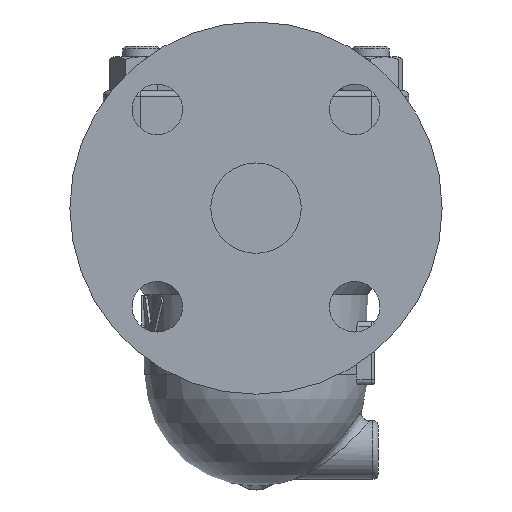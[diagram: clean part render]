
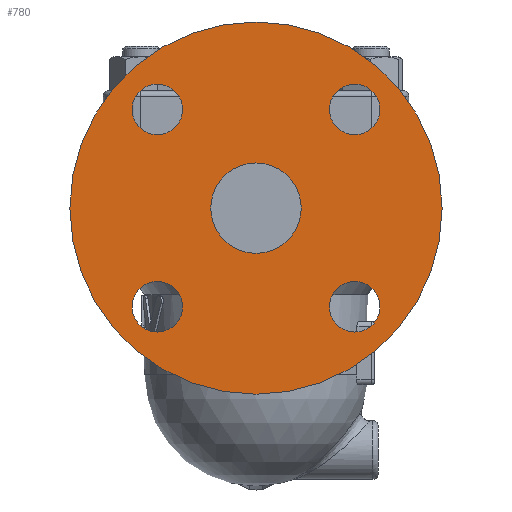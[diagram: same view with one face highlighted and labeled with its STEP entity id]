
A CAD part, left-side view. The second image highlights one B-rep face of the part: STEP entity #780.
In plain terms, the highlighted free-form (B-spline) face has degree [1, 1] with [2, 2] control points.
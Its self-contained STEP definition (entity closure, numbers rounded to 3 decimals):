
#442=CARTESIAN_POINT('',(-135.0,0.0,-24.));
#443=VERTEX_POINT('',#442);
#444=CARTESIAN_POINT('',(-135.0,0.0,-7.));
#445=DIRECTION('',(1.0,0.0,0.0));
#446=DIRECTION('',(0.0,0.0,-1.0));
#447=AXIS2_PLACEMENT_3D('',#444,#445,#446);
#448=CIRCLE('',#447,17.0);
#449=EDGE_CURVE('',#443,#443,#448,.T.);
#490=CARTESIAN_POINT('',(-135.,-27.623,30.123));
#491=VERTEX_POINT('',#490);
#492=CARTESIAN_POINT('',(-135.0,-37.123,30.123));
#493=DIRECTION('',(1.0,0.0,0.0));
#494=DIRECTION('',(0.0,1.0,0.0));
#495=AXIS2_PLACEMENT_3D('',#492,#493,#494);
#496=CIRCLE('',#495,9.5);
#497=EDGE_CURVE('',#491,#491,#496,.T.);
#518=CARTESIAN_POINT('',(-135.,-37.123,-34.623));
#519=VERTEX_POINT('',#518);
#520=CARTESIAN_POINT('',(-135.,-37.123,-44.123));
#521=DIRECTION('',(1.0,0.0,0.0));
#522=DIRECTION('',(0.0,0.0,1.0));
#523=AXIS2_PLACEMENT_3D('',#520,#521,#522);
#524=CIRCLE('',#523,9.5);
#525=EDGE_CURVE('',#519,#519,#524,.T.);
#546=CARTESIAN_POINT('',(-135.,27.623,-44.123));
#547=VERTEX_POINT('',#546);
#548=CARTESIAN_POINT('',(-135.,37.123,-44.123));
#549=DIRECTION('',(1.0,0.0,0.0));
#550=DIRECTION('',(0.0,-1.0,0.0));
#551=AXIS2_PLACEMENT_3D('',#548,#549,#550);
#552=CIRCLE('',#551,9.5);
#553=EDGE_CURVE('',#547,#547,#552,.T.);
#574=CARTESIAN_POINT('',(-135.,37.123,20.623));
#575=VERTEX_POINT('',#574);
#576=CARTESIAN_POINT('',(-135.,37.123,30.123));
#577=DIRECTION('',(1.0,0.0,0.0));
#578=DIRECTION('',(0.0,0.0,-1.0));
#579=AXIS2_PLACEMENT_3D('',#576,#577,#578);
#580=CIRCLE('',#579,9.5);
#581=EDGE_CURVE('',#575,#575,#580,.T.);
#693=CARTESIAN_POINT('',(-135.0,0.0,63.));
#694=VERTEX_POINT('',#693);
#695=CARTESIAN_POINT('',(-135.,0.0,-7.));
#696=DIRECTION('',(-1.0,0.0,0.0));
#697=DIRECTION('',(0.0,0.0,1.0));
#698=AXIS2_PLACEMENT_3D('',#695,#696,#697);
#699=CIRCLE('',#698,70.0);
#700=EDGE_CURVE('',#694,#694,#699,.T.);
#757=CARTESIAN_POINT('',(-135.,70.0,63.));
#758=CARTESIAN_POINT('',(-135.0,70.0,-77.));
#759=CARTESIAN_POINT('',(-135.,-70.0,63.));
#760=CARTESIAN_POINT('',(-135.0,-70.0,-77.));
#761=B_SPLINE_SURFACE_WITH_KNOTS('',1,1,((#757,#759),(#758,#760)),.UNSPECIFIED.,.F.,.F.,.U.,(2,2),(2,2),(0.0,140.0),(0.0,140.0),.UNSPECIFIED.);
#762=ORIENTED_EDGE('',*,*,#700,.T.);
#763=EDGE_LOOP('',(#762));
#764=FACE_OUTER_BOUND('',#763,.T.);
#765=ORIENTED_EDGE('',*,*,#449,.T.);
#766=EDGE_LOOP('',(#765));
#767=FACE_BOUND('',#766,.T.);
#768=ORIENTED_EDGE('',*,*,#497,.T.);
#769=EDGE_LOOP('',(#768));
#770=FACE_BOUND('',#769,.T.);
#771=ORIENTED_EDGE('',*,*,#525,.T.);
#772=EDGE_LOOP('',(#771));
#773=FACE_BOUND('',#772,.T.);
#774=ORIENTED_EDGE('',*,*,#553,.T.);
#775=EDGE_LOOP('',(#774));
#776=FACE_BOUND('',#775,.T.);
#777=ORIENTED_EDGE('',*,*,#581,.T.);
#778=EDGE_LOOP('',(#777));
#779=FACE_BOUND('',#778,.T.);
#780=ADVANCED_FACE('',(#764,#767,#770,#773,#776,#779),#761,.T.);
